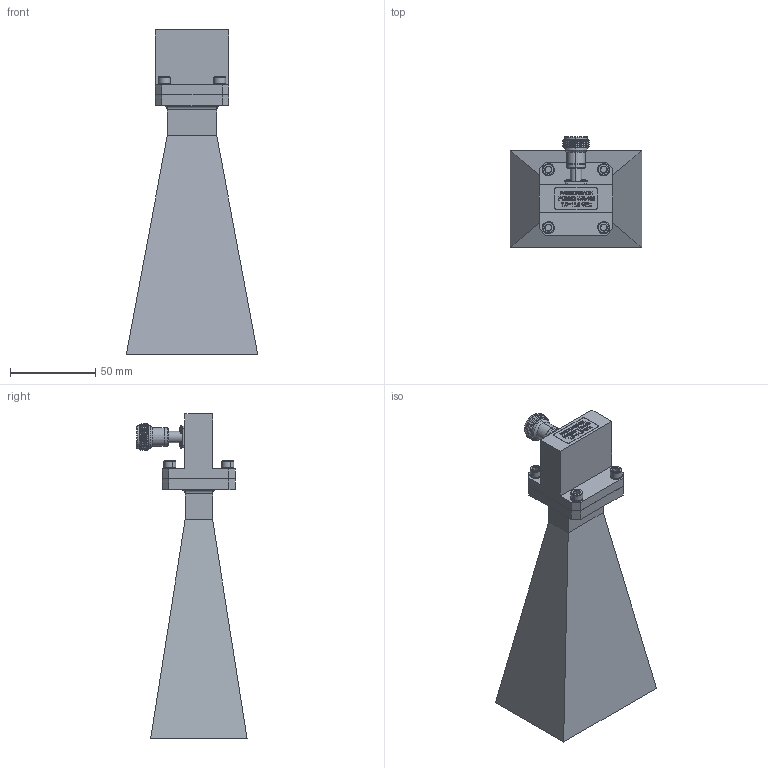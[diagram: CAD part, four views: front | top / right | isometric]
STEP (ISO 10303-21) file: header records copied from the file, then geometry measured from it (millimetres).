
FILE_DESCRIPTION (( 'STEP AP214' ), '1' );
FILE_NAME ('PE9857-NF-15.STEP', '2017-06-15T16:10:56', ( '' ), ( '' ), 'SwSTEP 2.0', 'SolidWorks 2014', '' );
FILE_SCHEMA (( 'AUTOMOTIVE_DESIGN' ));
Length unit declared in the file: inch
Products named in the file (4): PE9857-NF-15; PE9857-15; PE9802; Copy of Hex Screw^PE9857-NF-15
Assembly tree (6 placements, depth 2):
  PE9857-NF-15
    PE9857-15
    PE9802
    Copy of Hex Screw^PE9857-NF-15  x4
Bounding box: 77.22 x 64.71 x 190.63 mm (x, y, z)
Volume: 71863.9 mm3; surface area: 69164.1 mm2
Topology: 12 solids, 12 shells, 841 faces, 2490 edges, 1744 vertices
Faces by surface type: cylinder 443, plane 239, cone 108, bspline 47, torus 4
Entity records: 32620 total; most frequent: CARTESIAN_POINT 13109, ORIENTED_EDGE 3634, DIRECTION 2504, EDGE_CURVE 1817, VERTEX_POINT 1315, AXIS2_PLACEMENT_3D 874, LINE 756, VECTOR 756
